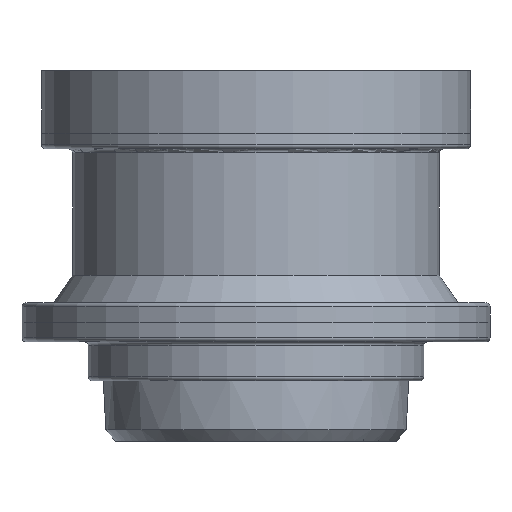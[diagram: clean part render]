
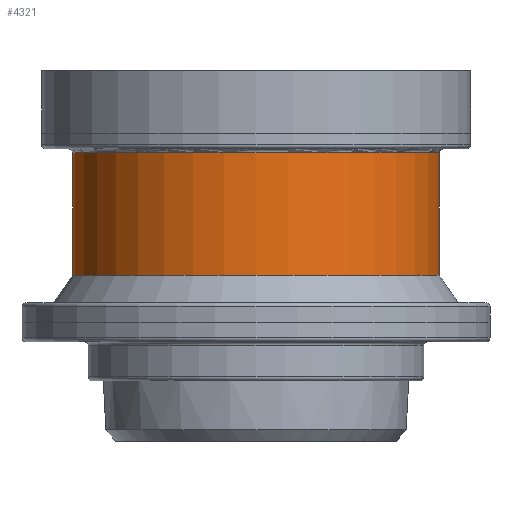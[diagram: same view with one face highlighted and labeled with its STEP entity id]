
A CAD part, front view. The second image highlights one B-rep face of the part: STEP entity #4321.
In plain terms, the highlighted cylindrical face has radius 47 mm (diameter 94 mm), a partial arc.
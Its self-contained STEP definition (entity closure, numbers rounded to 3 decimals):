
#206 = DIRECTION ( 'NONE',  ( 0., 0., -1. ) ) ;
#292 = CARTESIAN_POINT ( 'NONE',  ( 0., 0., 74. ) ) ;
#299 = CARTESIAN_POINT ( 'NONE',  ( 47., 0., 42.518 ) ) ;
#342 = VERTEX_POINT ( 'NONE', #14308 ) ;
#466 = EDGE_CURVE ( 'NONE', #14994, #342, #8913, .T. ) ;
#971 = EDGE_LOOP ( 'NONE', ( #2105, #16092, #4100, #3449 ) ) ;
#1082 = DIRECTION ( 'NONE',  ( 1., 0., 0. ) ) ;
#1332 = CARTESIAN_POINT ( 'NONE',  ( -47., 0., 42.518 ) ) ;
#2105 = ORIENTED_EDGE ( 'NONE', *, *, #466, .F. ) ;
#2327 = CARTESIAN_POINT ( 'NONE',  ( 0., 0., 42.518 ) ) ;
#2347 = CARTESIAN_POINT ( 'NONE',  ( 47., 0., 74. ) ) ;
#2528 = VECTOR ( 'NONE', #14102, 1000. ) ;
#2744 = VERTEX_POINT ( 'NONE', #2347 ) ;
#3449 = ORIENTED_EDGE ( 'NONE', *, *, #7002, .T. ) ;
#3667 = EDGE_CURVE ( 'NONE', #14994, #16517, #6316, .T. ) ;
#4100 = ORIENTED_EDGE ( 'NONE', *, *, #5123, .T. ) ;
#4321 = ADVANCED_FACE ( 'NONE', ( #13888 ), #10056, .T. ) ;
#4342 = LINE ( 'NONE', #13474, #15070 ) ;
#5123 = EDGE_CURVE ( 'NONE', #16517, #2744, #4342, .T. ) ;
#5798 = AXIS2_PLACEMENT_3D ( 'NONE', #8867, #12869, #1082 ) ;
#6316 = CIRCLE ( 'NONE', #13942, 47. ) ;
#7002 = EDGE_CURVE ( 'NONE', #2744, #342, #15540, .T. ) ;
#8741 = AXIS2_PLACEMENT_3D ( 'NONE', #292, #206, #10471 ) ;
#8867 = CARTESIAN_POINT ( 'NONE',  ( 0., 0., 0. ) ) ;
#8913 = LINE ( 'NONE', #15381, #2528 ) ;
#10056 = CYLINDRICAL_SURFACE ( 'NONE', #5798, 47. ) ;
#10195 = DIRECTION ( 'NONE',  ( 1., 0., 0. ) ) ;
#10471 = DIRECTION ( 'NONE',  ( 1., 0., 0. ) ) ;
#11480 = DIRECTION ( 'NONE',  ( 0., 0., 1. ) ) ;
#12869 = DIRECTION ( 'NONE',  ( 0., 0., 1. ) ) ;
#13474 = CARTESIAN_POINT ( 'NONE',  ( 47., 0., 0. ) ) ;
#13888 = FACE_OUTER_BOUND ( 'NONE', #971, .T. ) ;
#13942 = AXIS2_PLACEMENT_3D ( 'NONE', #2327, #11480, #10195 ) ;
#14102 = DIRECTION ( 'NONE',  ( 0., 0., 1. ) ) ;
#14308 = CARTESIAN_POINT ( 'NONE',  ( -47., 0., 74. ) ) ;
#14994 = VERTEX_POINT ( 'NONE', #1332 ) ;
#15070 = VECTOR ( 'NONE', #16378, 1000. ) ;
#15381 = CARTESIAN_POINT ( 'NONE',  ( -47., 0., 0. ) ) ;
#15540 = CIRCLE ( 'NONE', #8741, 47. ) ;
#16092 = ORIENTED_EDGE ( 'NONE', *, *, #3667, .T. ) ;
#16378 = DIRECTION ( 'NONE',  ( 0., 0., 1. ) ) ;
#16517 = VERTEX_POINT ( 'NONE', #299 ) ;
